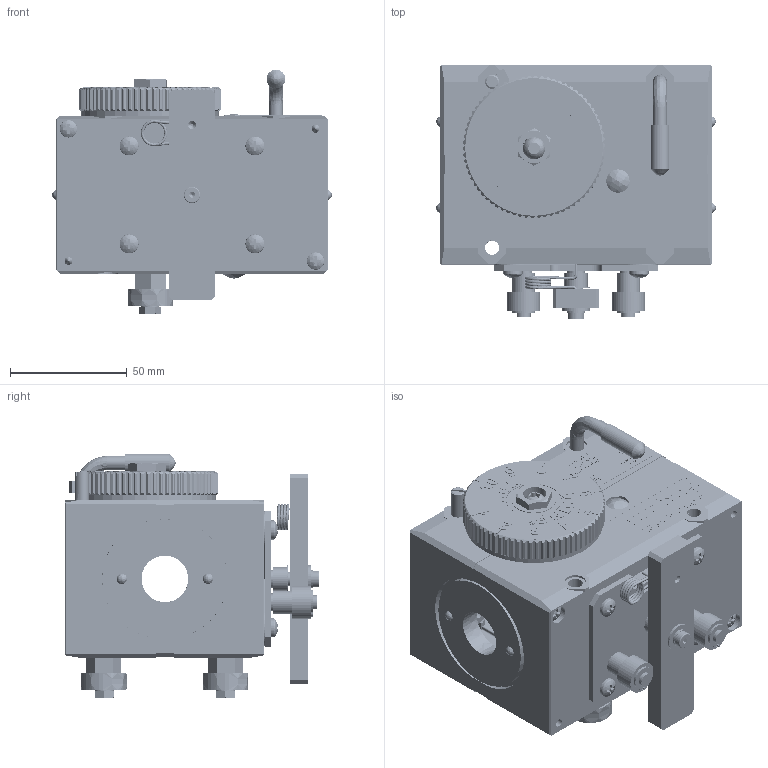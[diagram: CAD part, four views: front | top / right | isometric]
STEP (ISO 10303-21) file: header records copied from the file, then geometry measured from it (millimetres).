
FILE_DESCRIPTION (( 'STEP AP214' ), '1' );
FILE_NAME ('RGK3-20-1MCRF.STEP', '2020-06-15T11:05:24', ( '' ), ( '' ), 'SwSTEP 2.0', 'SolidWorks 2020', '' );
FILE_SCHEMA (( 'AUTOMOTIVE_DESIGN' ));
Length unit declared in the file: millimetre
Products named in the file (1): RGK3-20-1MCRF
Bounding box: 120 x 109.3 x 104.9 mm (x, y, z)
Volume: 287993.2 mm3; surface area: 178373.6 mm2
Topology: 62 solids, 62 shells, 5478 faces, 14545 edges, 9246 vertices
Faces by surface type: plane 2774, cylinder 1423, bspline 1091, cone 147, torus 34, sphere 9
Entity records: 222039 total; most frequent: CARTESIAN_POINT 86205, ORIENTED_EDGE 28590, DIRECTION 24481, EDGE_CURVE 14295, VERTEX_POINT 9245, AXIS2_PLACEMENT_3D 8183, LINE 8115, VECTOR 8115
